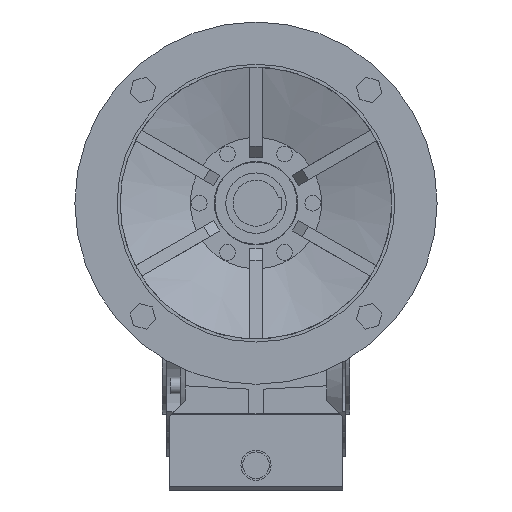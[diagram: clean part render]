
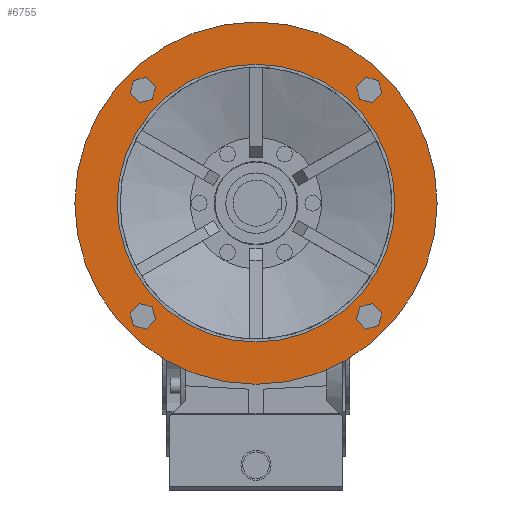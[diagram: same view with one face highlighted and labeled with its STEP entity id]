
A CAD part, front view. The second image highlights one B-rep face of the part: STEP entity #6755.
In plain terms, the highlighted face is planar.
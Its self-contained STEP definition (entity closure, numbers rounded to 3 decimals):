
#6755=ADVANCED_FACE('',(#12748,#12750,#12752,#12754,#12756,#12758),#12760,.F.);
#12748=FACE_BOUND('',#12749,.T.);
#12749=EDGE_LOOP('',(#17133));
#12750=FACE_BOUND('',#12751,.T.);
#12751=EDGE_LOOP('',(#17134));
#12752=FACE_BOUND('',#12753,.T.);
#12753=EDGE_LOOP('',(#17135,#17136,#17137));
#12754=FACE_BOUND('',#12755,.T.);
#12755=EDGE_LOOP('',(#17138,#17139,#17140));
#12756=FACE_BOUND('',#12757,.T.);
#12757=EDGE_LOOP('',(#17141,#17142,#17143));
#12758=FACE_BOUND('',#12759,.T.);
#12759=EDGE_LOOP('',(#17144,#17145,#17146));
#12760=PLANE('',#12761);
#12761=AXIS2_PLACEMENT_3D('',#12762,#12763,#12764);
#12762=CARTESIAN_POINT('',(42.,150.,0.));
#12763=DIRECTION('',(-1.,0.,0.));
#12764=DIRECTION('',(0.,0.,1.));
#17133=ORIENTED_EDGE('',*,*,#19467,.T.);
#17134=ORIENTED_EDGE('',*,*,#19445,.F.);
#17135=ORIENTED_EDGE('',*,*,#19257,.F.);
#17136=ORIENTED_EDGE('',*,*,#19259,.F.);
#17137=ORIENTED_EDGE('',*,*,#19258,.F.);
#17138=ORIENTED_EDGE('',*,*,#19263,.F.);
#17139=ORIENTED_EDGE('',*,*,#19265,.F.);
#17140=ORIENTED_EDGE('',*,*,#19264,.F.);
#17141=ORIENTED_EDGE('',*,*,#19293,.F.);
#17142=ORIENTED_EDGE('',*,*,#19295,.F.);
#17143=ORIENTED_EDGE('',*,*,#19294,.F.);
#17144=ORIENTED_EDGE('',*,*,#19311,.F.);
#17145=ORIENTED_EDGE('',*,*,#19313,.F.);
#17146=ORIENTED_EDGE('',*,*,#19312,.F.);
#19257=EDGE_CURVE('',#22623,#22624,#22625,.F.);
#19258=EDGE_CURVE('',#22624,#22626,#22627,.F.);
#19259=EDGE_CURVE('',#22626,#22623,#22628,.F.);
#19263=EDGE_CURVE('',#22635,#22636,#22637,.F.);
#19264=EDGE_CURVE('',#22636,#22638,#22639,.F.);
#19265=EDGE_CURVE('',#22638,#22635,#22640,.F.);
#19293=EDGE_CURVE('',#22695,#22696,#22697,.F.);
#19294=EDGE_CURVE('',#22696,#22698,#22699,.F.);
#19295=EDGE_CURVE('',#22698,#22695,#22700,.F.);
#19311=EDGE_CURVE('',#22731,#22732,#22733,.F.);
#19312=EDGE_CURVE('',#22732,#22734,#22735,.F.);
#19313=EDGE_CURVE('',#22734,#22731,#22736,.F.);
#19445=EDGE_CURVE('',#22978,#22978,#22979,.T.);
#19467=EDGE_CURVE('',#23012,#23012,#23013,.T.);
#22623=VERTEX_POINT('',#30672);
#22624=VERTEX_POINT('',#30673);
#22625=CIRCLE('',#30674,6.);
#22626=VERTEX_POINT('',#30678);
#22627=CIRCLE('',#30679,6.);
#22628=CIRCLE('',#30683,6.);
#22635=VERTEX_POINT('',#30702);
#22636=VERTEX_POINT('',#30703);
#22637=CIRCLE('',#30704,6.);
#22638=VERTEX_POINT('',#30708);
#22639=CIRCLE('',#30709,6.);
#22640=CIRCLE('',#30713,6.);
#22695=VERTEX_POINT('',#30828);
#22696=VERTEX_POINT('',#30829);
#22697=CIRCLE('',#30830,6.);
#22698=VERTEX_POINT('',#30834);
#22699=CIRCLE('',#30835,6.);
#22700=CIRCLE('',#30839,6.);
#22731=VERTEX_POINT('',#30906);
#22732=VERTEX_POINT('',#30907);
#22733=CIRCLE('',#30908,6.);
#22734=VERTEX_POINT('',#30912);
#22735=CIRCLE('',#30913,6.);
#22736=CIRCLE('',#30917,6.);
#22978=VERTEX_POINT('',#31582);
#22979=CIRCLE('',#31583,115.);
#23012=VERTEX_POINT('',#31694);
#23013=CIRCLE('',#31695,150.);
#30672=CARTESIAN_POINT('',(42.,99.692,93.692));
#30673=CARTESIAN_POINT('',(42.,93.692,99.692));
#30674=AXIS2_PLACEMENT_3D('',#30675,#30676,#30677);
#30675=CARTESIAN_POINT('',(42.,93.692,93.692));
#30676=DIRECTION('',(-1.,0.,0.));
#30677=DIRECTION('',(0.,0.,1.));
#30678=CARTESIAN_POINT('',(42.,87.692,93.692));
#30679=AXIS2_PLACEMENT_3D('',#30680,#30681,#30682);
#30680=CARTESIAN_POINT('',(42.,93.692,93.692));
#30681=DIRECTION('',(-1.,0.,0.));
#30682=DIRECTION('',(0.,-1.,0.));
#30683=AXIS2_PLACEMENT_3D('',#30684,#30685,#30686);
#30684=CARTESIAN_POINT('',(42.,93.692,93.692));
#30685=DIRECTION('',(-1.,0.,0.));
#30686=DIRECTION('',(0.,1.,0.));
#30702=CARTESIAN_POINT('',(42.,-87.692,93.692));
#30703=CARTESIAN_POINT('',(42.,-93.692,99.692));
#30704=AXIS2_PLACEMENT_3D('',#30705,#30706,#30707);
#30705=CARTESIAN_POINT('',(42.,-93.692,93.692));
#30706=DIRECTION('',(-1.,0.,0.));
#30707=DIRECTION('',(0.,0.,1.));
#30708=CARTESIAN_POINT('',(42.,-99.692,93.692));
#30709=AXIS2_PLACEMENT_3D('',#30710,#30711,#30712);
#30710=CARTESIAN_POINT('',(42.,-93.692,93.692));
#30711=DIRECTION('',(-1.,0.,0.));
#30712=DIRECTION('',(0.,-1.,0.));
#30713=AXIS2_PLACEMENT_3D('',#30714,#30715,#30716);
#30714=CARTESIAN_POINT('',(42.,-93.692,93.692));
#30715=DIRECTION('',(-1.,0.,0.));
#30716=DIRECTION('',(0.,1.,0.));
#30828=CARTESIAN_POINT('',(42.,-87.692,-93.692));
#30829=CARTESIAN_POINT('',(42.,-93.692,-87.692));
#30830=AXIS2_PLACEMENT_3D('',#30831,#30832,#30833);
#30831=CARTESIAN_POINT('',(42.,-93.692,-93.692));
#30832=DIRECTION('',(-1.,0.,0.));
#30833=DIRECTION('',(0.,0.,1.));
#30834=CARTESIAN_POINT('',(42.,-99.692,-93.692));
#30835=AXIS2_PLACEMENT_3D('',#30836,#30837,#30838);
#30836=CARTESIAN_POINT('',(42.,-93.692,-93.692));
#30837=DIRECTION('',(-1.,0.,0.));
#30838=DIRECTION('',(0.,-1.,0.));
#30839=AXIS2_PLACEMENT_3D('',#30840,#30841,#30842);
#30840=CARTESIAN_POINT('',(42.,-93.692,-93.692));
#30841=DIRECTION('',(-1.,0.,0.));
#30842=DIRECTION('',(0.,1.,0.));
#30906=CARTESIAN_POINT('',(42.,99.692,-93.692));
#30907=CARTESIAN_POINT('',(42.,93.692,-87.692));
#30908=AXIS2_PLACEMENT_3D('',#30909,#30910,#30911);
#30909=CARTESIAN_POINT('',(42.,93.692,-93.692));
#30910=DIRECTION('',(-1.,0.,0.));
#30911=DIRECTION('',(0.,0.,1.));
#30912=CARTESIAN_POINT('',(42.,87.692,-93.692));
#30913=AXIS2_PLACEMENT_3D('',#30914,#30915,#30916);
#30914=CARTESIAN_POINT('',(42.,93.692,-93.692));
#30915=DIRECTION('',(-1.,0.,0.));
#30916=DIRECTION('',(0.,-1.,0.));
#30917=AXIS2_PLACEMENT_3D('',#30918,#30919,#30920);
#30918=CARTESIAN_POINT('',(42.,93.692,-93.692));
#30919=DIRECTION('',(-1.,0.,0.));
#30920=DIRECTION('',(0.,1.,0.));
#31582=CARTESIAN_POINT('',(42.,0.,-115.));
#31583=AXIS2_PLACEMENT_3D('',#31584,#31585,#31586);
#31584=CARTESIAN_POINT('',(42.,0.,0.));
#31585=DIRECTION('',(1.,-0.,-0.));
#31586=DIRECTION('',(0.,0.,-1.));
#31694=CARTESIAN_POINT('',(42.,0.,-150.));
#31695=AXIS2_PLACEMENT_3D('',#31696,#31697,#31698);
#31696=CARTESIAN_POINT('',(42.,0.,0.));
#31697=DIRECTION('',(1.,-0.,-0.));
#31698=DIRECTION('',(0.,0.,-1.));
